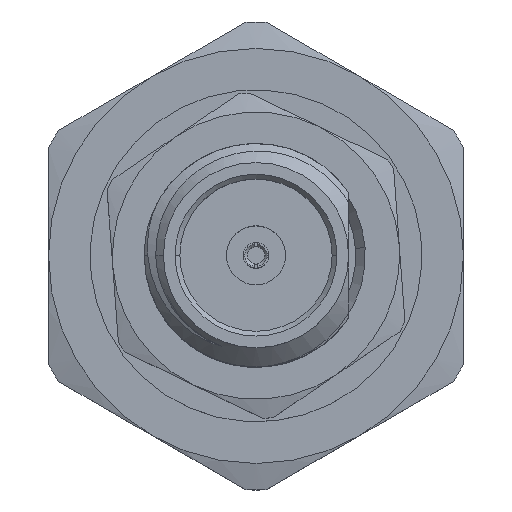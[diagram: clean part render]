
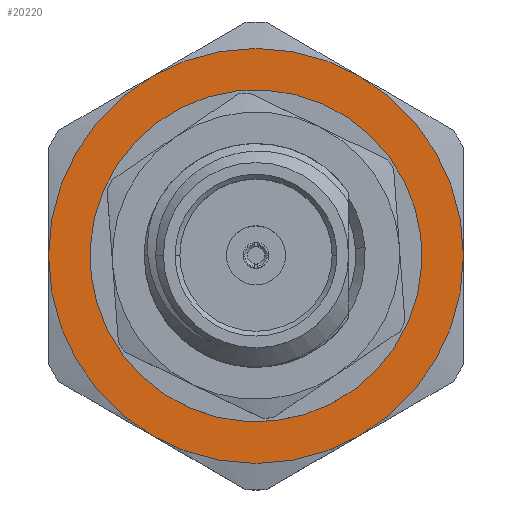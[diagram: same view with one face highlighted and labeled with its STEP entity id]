
A CAD part, top view. The second image highlights one B-rep face of the part: STEP entity #20220.
In plain terms, the highlighted planar face has unit normal (0, 0, 1).
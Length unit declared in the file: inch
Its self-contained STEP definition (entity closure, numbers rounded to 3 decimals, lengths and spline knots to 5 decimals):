
#43 = DIRECTION ( 'NONE',  ( 0., 0., 1. ) ) ;
#344 = DIRECTION ( 'NONE',  ( 0., 0., 1. ) ) ;
#583 = DIRECTION ( 'NONE',  ( 0., 0., 1. ) ) ;
#1177 = VERTEX_POINT ( 'NONE', #19568 ) ;
#1378 = CARTESIAN_POINT ( 'NONE',  ( 0., 0., 0.33465 ) ) ;
#2996 = CARTESIAN_POINT ( 'NONE',  ( 0., 0., 0.33465 ) ) ;
#3189 = EDGE_CURVE ( 'NONE', #11258, #10164, #28209, .T. ) ;
#3215 = ORIENTED_EDGE ( 'NONE', *, *, #8425, .T. ) ;
#3277 = DIRECTION ( 'NONE',  ( 1., 0., 0. ) ) ;
#5287 = DIRECTION ( 'NONE',  ( 0., 0., 1. ) ) ;
#5686 = CARTESIAN_POINT ( 'NONE',  ( 0.25591, 0., 0.33465 ) ) ;
#5861 = AXIS2_PLACEMENT_3D ( 'NONE', #2996, #13114, #10777 ) ;
#6503 = ORIENTED_EDGE ( 'NONE', *, *, #27751, .T. ) ;
#6540 = AXIS2_PLACEMENT_3D ( 'NONE', #7930, #5287, #3277 ) ;
#6576 = AXIS2_PLACEMENT_3D ( 'NONE', #28890, #344, #20747 ) ;
#6950 = VERTEX_POINT ( 'NONE', #15234 ) ;
#7062 = CIRCLE ( 'NONE', #6540, 0.25591 ) ;
#7625 = CIRCLE ( 'NONE', #27776, 0.25591 ) ;
#7930 = CARTESIAN_POINT ( 'NONE',  ( 0., 0., 0.33465 ) ) ;
#8425 = EDGE_CURVE ( 'NONE', #27774, #11258, #15410, .T. ) ;
#8492 = DIRECTION ( 'NONE',  ( 1., 0., 0. ) ) ;
#8509 = AXIS2_PLACEMENT_3D ( 'NONE', #16127, #30594, #8492 ) ;
#9656 = VERTEX_POINT ( 'NONE', #14453 ) ;
#9861 = AXIS2_PLACEMENT_3D ( 'NONE', #22750, #9982, #10311 ) ;
#9982 = DIRECTION ( 'NONE',  ( 0., 0., 1. ) ) ;
#10164 = VERTEX_POINT ( 'NONE', #5686 ) ;
#10311 = DIRECTION ( 'NONE',  ( 1., 0., 0. ) ) ;
#10777 = DIRECTION ( 'NONE',  ( 1., 0., 0. ) ) ;
#10807 = CIRCLE ( 'NONE', #6576, 0.25591 ) ;
#10899 = EDGE_CURVE ( 'NONE', #22113, #17241, #26830, .T. ) ;
#11035 = CARTESIAN_POINT ( 'NONE',  ( 0., 0., 0.33465 ) ) ;
#11258 = VERTEX_POINT ( 'NONE', #25257 ) ;
#11330 = DIRECTION ( 'NONE',  ( 1., 0., 0. ) ) ;
#11595 = CARTESIAN_POINT ( 'NONE',  ( -0.18091, 0., 0.33465 ) ) ;
#13114 = DIRECTION ( 'NONE',  ( 0., 0., 1. ) ) ;
#14106 = EDGE_CURVE ( 'NONE', #10164, #6950, #7625, .T. ) ;
#14131 = EDGE_CURVE ( 'NONE', #17241, #22113, #28293, .T. ) ;
#14315 = DIRECTION ( 'NONE',  ( 1., 0., 0. ) ) ;
#14453 = CARTESIAN_POINT ( 'NONE',  ( -0.25591, 0., 0.33465 ) ) ;
#14989 = FACE_BOUND ( 'NONE', #20729, .T. ) ;
#15234 = CARTESIAN_POINT ( 'NONE',  ( 0.12795, 0.22162, 0.33465 ) ) ;
#15410 = CIRCLE ( 'NONE', #8509, 0.25591 ) ;
#15794 = EDGE_CURVE ( 'NONE', #6950, #1177, #24970, .T. ) ;
#16127 = CARTESIAN_POINT ( 'NONE',  ( 0., 0., 0.33465 ) ) ;
#16645 = DIRECTION ( 'NONE',  ( 0., 0., 1. ) ) ;
#17241 = VERTEX_POINT ( 'NONE', #22289 ) ;
#17643 = DIRECTION ( 'NONE',  ( 1., 0., 0. ) ) ;
#18282 = ORIENTED_EDGE ( 'NONE', *, *, #14106, .T. ) ;
#18809 = DIRECTION ( 'NONE',  ( 0., 0., 1. ) ) ;
#19568 = CARTESIAN_POINT ( 'NONE',  ( -0.12795, 0.22162, 0.33465 ) ) ;
#19966 = PLANE ( 'NONE',  #24695 ) ;
#20131 = FACE_OUTER_BOUND ( 'NONE', #31263, .T. ) ;
#20220 = ADVANCED_FACE ( 'NONE', ( #14989, #20131 ), #19966, .T. ) ;
#20295 = CARTESIAN_POINT ( 'NONE',  ( 0., 0., 0.33465 ) ) ;
#20729 = EDGE_LOOP ( 'NONE', ( #30220, #30979 ) ) ;
#20747 = DIRECTION ( 'NONE',  ( 1., 0., 0. ) ) ;
#21454 = CARTESIAN_POINT ( 'NONE',  ( 0., 0., 0.33465 ) ) ;
#22113 = VERTEX_POINT ( 'NONE', #11595 ) ;
#22289 = CARTESIAN_POINT ( 'NONE',  ( 0.18091, 0., 0.33465 ) ) ;
#22750 = CARTESIAN_POINT ( 'NONE',  ( 0., 0., 0.33465 ) ) ;
#24695 = AXIS2_PLACEMENT_3D ( 'NONE', #20295, #43, #17643 ) ;
#24970 = CIRCLE ( 'NONE', #5861, 0.25591 ) ;
#25257 = CARTESIAN_POINT ( 'NONE',  ( 0.12795, -0.22162, 0.33465 ) ) ;
#26225 = CARTESIAN_POINT ( 'NONE',  ( -0.12795, -0.22162, 0.33465 ) ) ;
#26830 = CIRCLE ( 'NONE', #9861, 0.18091 ) ;
#27246 = ORIENTED_EDGE ( 'NONE', *, *, #15794, .T. ) ;
#27751 = EDGE_CURVE ( 'NONE', #9656, #27774, #10807, .T. ) ;
#27774 = VERTEX_POINT ( 'NONE', #26225 ) ;
#27776 = AXIS2_PLACEMENT_3D ( 'NONE', #1378, #16645, #11330 ) ;
#28209 = CIRCLE ( 'NONE', #32447, 0.25591 ) ;
#28293 = CIRCLE ( 'NONE', #30424, 0.18091 ) ;
#28890 = CARTESIAN_POINT ( 'NONE',  ( 0., 0., 0.33465 ) ) ;
#30220 = ORIENTED_EDGE ( 'NONE', *, *, #14131, .F. ) ;
#30424 = AXIS2_PLACEMENT_3D ( 'NONE', #21454, #18809, #14315 ) ;
#30594 = DIRECTION ( 'NONE',  ( 0., 0., 1. ) ) ;
#30979 = ORIENTED_EDGE ( 'NONE', *, *, #10899, .F. ) ;
#31263 = EDGE_LOOP ( 'NONE', ( #31411, #18282, #27246, #31906, #6503, #3215 ) ) ;
#31289 = DIRECTION ( 'NONE',  ( 1., 0., 0. ) ) ;
#31411 = ORIENTED_EDGE ( 'NONE', *, *, #3189, .T. ) ;
#31728 = EDGE_CURVE ( 'NONE', #1177, #9656, #7062, .T. ) ;
#31906 = ORIENTED_EDGE ( 'NONE', *, *, #31728, .T. ) ;
#32447 = AXIS2_PLACEMENT_3D ( 'NONE', #11035, #583, #31289 ) ;
